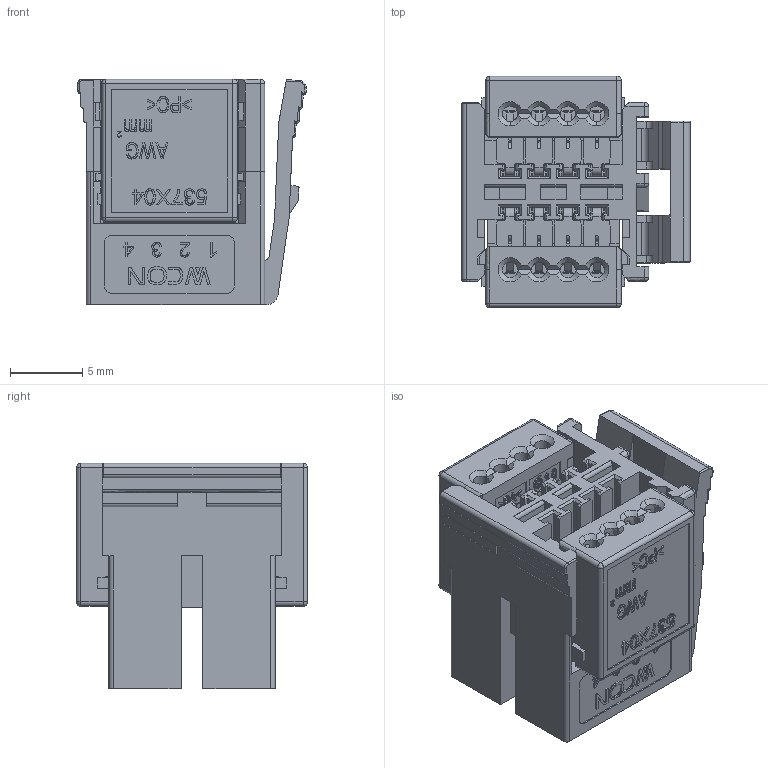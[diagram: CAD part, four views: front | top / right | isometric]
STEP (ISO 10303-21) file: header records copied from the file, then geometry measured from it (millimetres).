
FILE_DESCRIPTION( ('This file contains a STEP AP42 implementation' ,'as created by ZW3D STEP Interface translator.') ,'2;1' );
FILE_NAME( '5371-204XXXXXWX01W.stp' ,'2312 1.1039 9', (''), ('ZWCAD Software Co.'), 'Version 1.0', 'ZW3D to STEP translator', '' );
FILE_SCHEMA(('AUTOMOTIVE_DESIGN { 1 0 10303 214 1 1 1 1 }'));
Length unit declared in the file: millimetre
Products named in the file (2): 0; 5371-asm_2. mini clamp
Bounding box: 15.83 x 16 x 15.6 mm (x, y, z)
Surface area: 3919 mm2 (no closed solid volume)
Topology: 0 solids, 1 shells, 3012 faces, 8390 edges, 5449 vertices
Faces by surface type: plane 1920, bspline 877, cylinder 152, sphere 43, cone 20
Entity records: 107702 total; most frequent: CARTESIAN_POINT 32311, ORIENTED_EDGE 16696, DIRECTION 12166, EDGE_CURVE 8390, VECTOR 6144, LINE 6144, VERTEX_POINT 5449, EDGE_LOOP 3175
